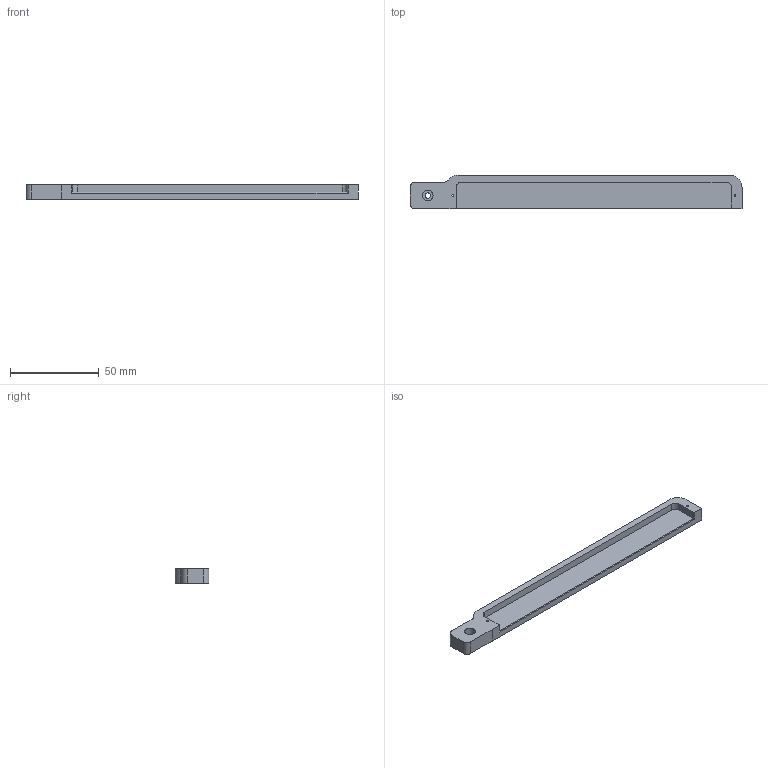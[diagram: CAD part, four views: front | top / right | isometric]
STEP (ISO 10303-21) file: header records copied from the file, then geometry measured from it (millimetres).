
FILE_DESCRIPTION(('HOOPS Exchange Step'),'2;1');
FILE_NAME('temp_export','2023-07-16T21:23:47+03:00',('nikolaskuja'),('Shapr3D Limited'),'HOOPS Exchange 2022.2','Shapr3D','Authorized');
FILE_SCHEMA( ('AUTOMOTIVE_DESIGN { 1 0 10303 214 1 1 1 1 }') );
Length unit declared in the file: millimetre
Products named in the file (2): Folder 01; root
Assembly tree (1 placements, depth 2):
  root
    Folder 01
Bounding box: 187.05 x 19 x 8 mm (x, y, z)
Volume: 17574.5 mm3; surface area: 10441.5 mm2
Topology: 1 solids, 1 shells, 36 faces, 93 edges, 62 vertices
Faces by surface type: plane 19, cylinder 13, cone 4
Full cylindrical faces by diameter (mm): 1 x2, 3 x1, 3.5 x2, 6 x1
Entity records: 1168 total; most frequent: DIRECTION 205, CARTESIAN_POINT 193, ORIENTED_EDGE 186, EDGE_CURVE 93, AXIS2_PLACEMENT_3D 74, VERTEX_POINT 62, VECTOR 57, LINE 57
